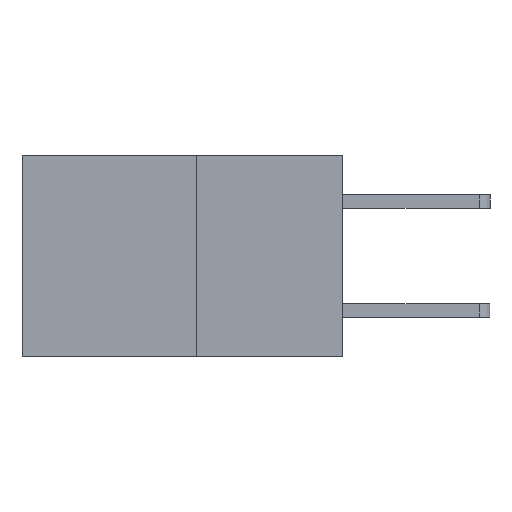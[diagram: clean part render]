
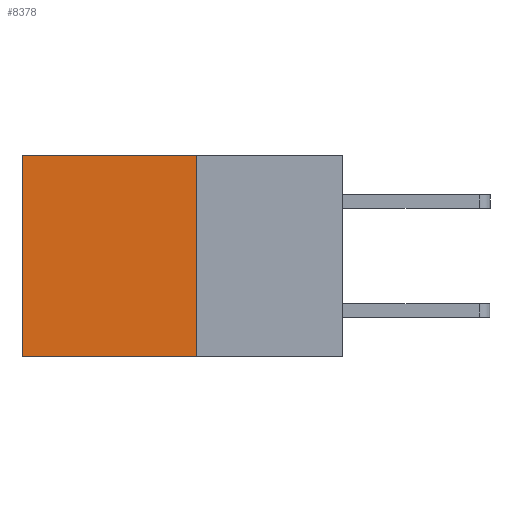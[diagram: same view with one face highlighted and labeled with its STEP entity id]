
A CAD part, left-side view. The second image highlights one B-rep face of the part: STEP entity #8378.
In plain terms, the highlighted planar face has unit normal (-1, 0, 0).
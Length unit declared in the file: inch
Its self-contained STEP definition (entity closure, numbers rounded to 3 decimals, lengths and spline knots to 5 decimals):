
#55 = FACE_OUTER_BOUND ( 'NONE', #810, .T. ) ;
#271 = VECTOR ( 'NONE', #8934, 39.37008 ) ;
#279 = LINE ( 'NONE', #2815, #7568 ) ;
#810 = EDGE_LOOP ( 'NONE', ( #5064, #5189, #2670, #2506 ) ) ;
#855 = CARTESIAN_POINT ( 'NONE',  ( 0.277, 0.59, 0. ) ) ;
#1024 = CARTESIAN_POINT ( 'NONE',  ( 0.277, 0.27, 0. ) ) ;
#1371 = DIRECTION ( 'NONE',  ( 0., 0., -1. ) ) ;
#1718 = DIRECTION ( 'NONE',  ( 0., 1., 0. ) ) ;
#2506 = ORIENTED_EDGE ( 'NONE', *, *, #8356, .T. ) ;
#2670 = ORIENTED_EDGE ( 'NONE', *, *, #5233, .F. ) ;
#2682 = VECTOR ( 'NONE', #1718, 39.37008 ) ;
#2815 = CARTESIAN_POINT ( 'NONE',  ( 0.277, 0.59, -0.37 ) ) ;
#3531 = CARTESIAN_POINT ( 'NONE',  ( 0.277, 0.27, 0. ) ) ;
#3568 = CARTESIAN_POINT ( 'NONE',  ( 0.277, 0.27, -0.37 ) ) ;
#4121 = VERTEX_POINT ( 'NONE', #5038 ) ;
#4288 = PLANE ( 'NONE',  #8760 ) ;
#4381 = LINE ( 'NONE', #3531, #271 ) ;
#4603 = LINE ( 'NONE', #3568, #7355 ) ;
#4790 = VERTEX_POINT ( 'NONE', #855 ) ;
#5038 = CARTESIAN_POINT ( 'NONE',  ( 0.277, 0.59, -0.37 ) ) ;
#5064 = ORIENTED_EDGE ( 'NONE', *, *, #5197, .T. ) ;
#5189 = ORIENTED_EDGE ( 'NONE', *, *, #8709, .F. ) ;
#5197 = EDGE_CURVE ( 'NONE', #4790, #4121, #279, .T. ) ;
#5233 = EDGE_CURVE ( 'NONE', #8202, #7723, #4603, .T. ) ;
#5332 = CARTESIAN_POINT ( 'NONE',  ( 0.277, 0.27, -0.37 ) ) ;
#5667 = DIRECTION ( 'NONE',  ( 1., 0., 0. ) ) ;
#6196 = LINE ( 'NONE', #5332, #2682 ) ;
#6206 = CARTESIAN_POINT ( 'NONE',  ( 0.277, 0.27, -0.37 ) ) ;
#6995 = CARTESIAN_POINT ( 'NONE',  ( 0.277, 0.27, -0.37 ) ) ;
#7355 = VECTOR ( 'NONE', #7659, 39.37008 ) ;
#7568 = VECTOR ( 'NONE', #8943, 39.37008 ) ;
#7659 = DIRECTION ( 'NONE',  ( 0., 0., -1. ) ) ;
#7723 = VERTEX_POINT ( 'NONE', #6206 ) ;
#8202 = VERTEX_POINT ( 'NONE', #1024 ) ;
#8356 = EDGE_CURVE ( 'NONE', #8202, #4790, #4381, .T. ) ;
#8378 = ADVANCED_FACE ( 'NONE', ( #55 ), #4288, .F. ) ;
#8709 = EDGE_CURVE ( 'NONE', #7723, #4121, #6196, .T. ) ;
#8760 = AXIS2_PLACEMENT_3D ( 'NONE', #6995, #5667, #1371 ) ;
#8934 = DIRECTION ( 'NONE',  ( 0., 1., 0. ) ) ;
#8943 = DIRECTION ( 'NONE',  ( 0., 0., -1. ) ) ;
